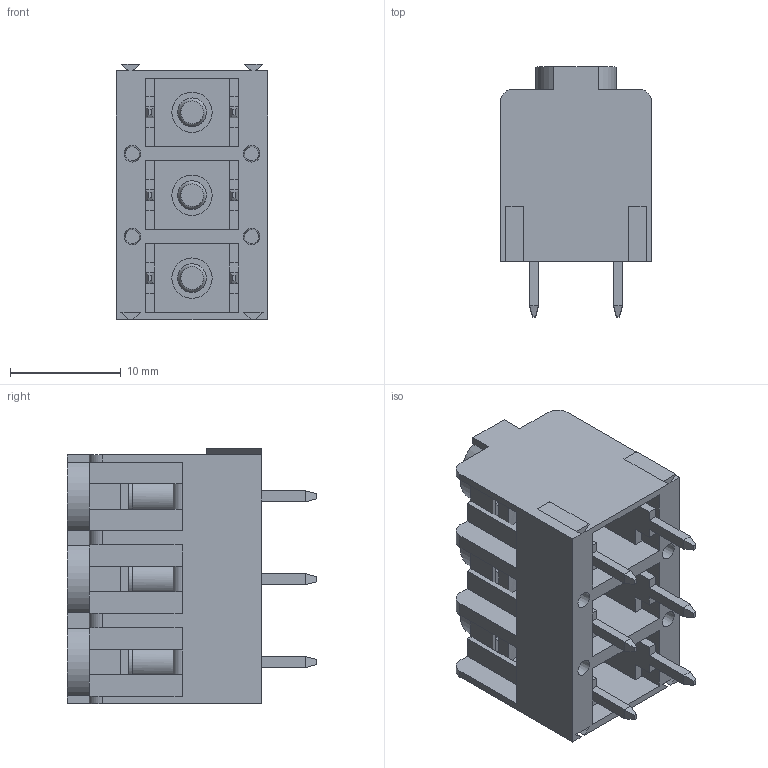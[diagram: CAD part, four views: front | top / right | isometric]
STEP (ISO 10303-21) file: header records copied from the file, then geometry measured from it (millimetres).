
FILE_DESCRIPTION( ( 'STEP AP214' ), '1' );
FILE_NAME( ' ', ' ', ( ' ' ), ( ' ' ), 'PSStep 13.0', 'VISI 18.0', ' ' );
FILE_SCHEMA( ( 'AUTOMOTIVE_DESIGN { 1 0 10303 214 1 1 1 1 }' ) );
Length unit declared in the file: millimetre
Products named in the file (1): 1
Bounding box: 13.7 x 22.6 x 23.08 mm (x, y, z)
Volume: 2451.4 mm3; surface area: 4817.6 mm2
Topology: 1 solids, 1 shells, 588 faces, 1717 edges, 1135 vertices
Faces by surface type: plane 498, cylinder 71, cone 7, bspline 6, torus 3, extrusion 3
Full cylindrical faces by diameter (mm): 2.05 x3, 2.6 x3, 3 x3, 3.3 x3, 3.65 x3, 5.5 x3, 5.9 x3
Entity records: 24232 total; most frequent: CARTESIAN_POINT 4386, ORIENTED_EDGE 3316, DIRECTION 2842, EDGE_CURVE 1658, VECTOR 1304, LINE 1301, VERTEX_POINT 1107, AXIS2_PLACEMENT_3D 769
